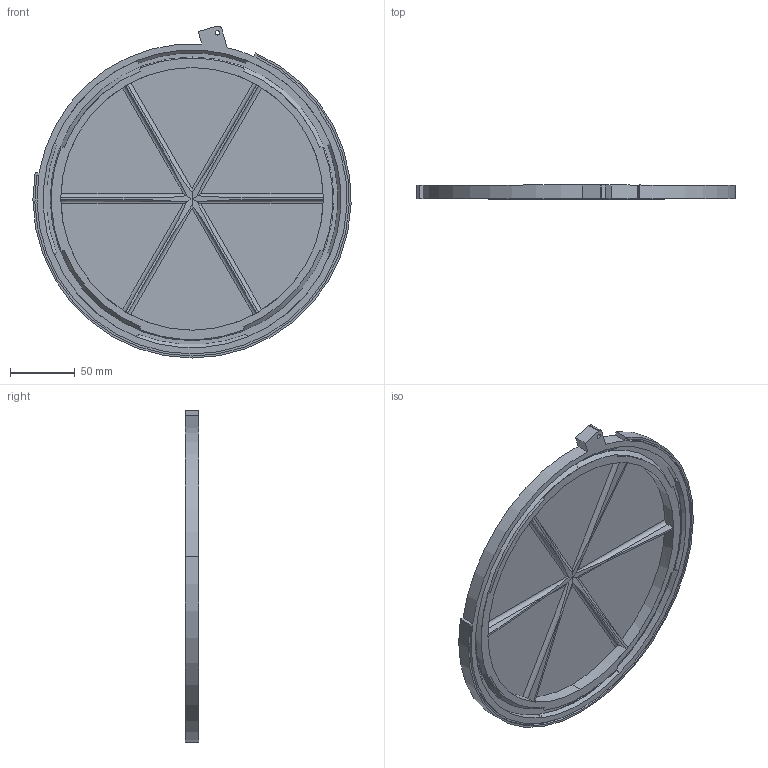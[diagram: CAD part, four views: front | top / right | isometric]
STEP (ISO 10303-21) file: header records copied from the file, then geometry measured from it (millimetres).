
FILE_DESCRIPTION (( 'STEP AP214' ), '1' );
FILE_NAME ('裔.STEP', '2025-01-07T02:14:55', ( '' ), ( '' ), 'SwSTEP 2.0', 'SolidWorks 2022', '' );
FILE_SCHEMA (( 'AUTOMOTIVE_DESIGN' ));
Length unit declared in the file: millimetre
Products named in the file (1): 盖
Bounding box: 244.85 x 10.4 x 255.45 mm (x, y, z)
Volume: 162884.8 mm3; surface area: 122060.3 mm2
Topology: 1 solids, 1 shells, 127 faces, 324 edges, 203 vertices
Faces by surface type: plane 52, cylinder 37, bspline 24, cone 14
Entity records: 4162 total; most frequent: CARTESIAN_POINT 1357, ORIENTED_EDGE 648, DIRECTION 480, EDGE_CURVE 324, VERTEX_POINT 203, AXIS2_PLACEMENT_3D 182, EDGE_LOOP 133, FACE_OUTER_BOUND 127
